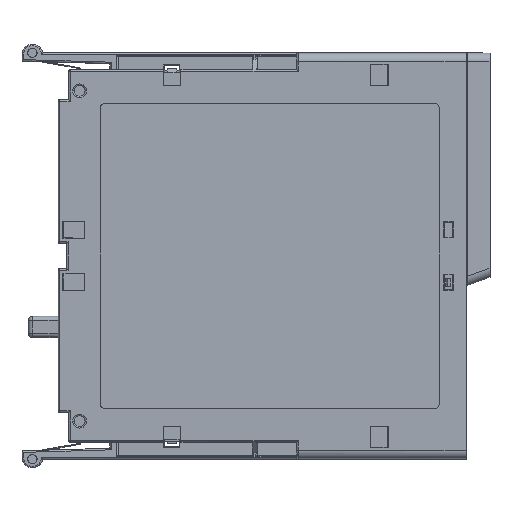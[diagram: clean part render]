
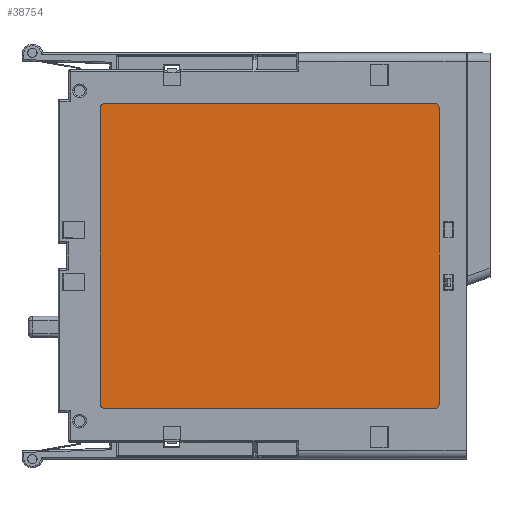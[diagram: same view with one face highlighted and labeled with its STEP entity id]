
A CAD part, front view. The second image highlights one B-rep face of the part: STEP entity #38754.
In plain terms, the highlighted planar face has unit normal (0, -1, 0).
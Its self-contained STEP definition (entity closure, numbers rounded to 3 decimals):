
#12733=CARTESIAN_POINT('',(8.505,0.15,35.));
#12734=DIRECTION('',(0.,-1.,0.));
#12735=DIRECTION('',(0.,0.,1.));
#12736=AXIS2_PLACEMENT_3D('',#12733,#12734,#12735);
#12738=DIRECTION('',(1.,0.,0.));
#12739=VECTOR('',#12738,77.995);
#12740=CARTESIAN_POINT('',(8.505,0.15,36.));
#12741=LINE('',#12740,#12739);
#12742=CARTESIAN_POINT('',(86.5,0.15,35.));
#12743=DIRECTION('',(0.,-1.,0.));
#12744=DIRECTION('',(1.,0.,0.));
#12745=AXIS2_PLACEMENT_3D('',#12742,#12743,#12744);
#12747=DIRECTION('',(0.,0.,-1.));
#12748=VECTOR('',#12747,70.002);
#12749=CARTESIAN_POINT('',(87.5,0.15,35.));
#12750=LINE('',#12749,#12748);
#12751=CARTESIAN_POINT('',(86.5,0.15,-35.002));
#12752=DIRECTION('',(0.,-1.,0.));
#12753=DIRECTION('',(0.,0.,-1.));
#12754=AXIS2_PLACEMENT_3D('',#12751,#12752,#12753);
#12756=DIRECTION('',(-1.,0.,0.));
#12757=VECTOR('',#12756,77.995);
#12758=CARTESIAN_POINT('',(86.5,0.15,-36.002));
#12759=LINE('',#12758,#12757);
#12760=CARTESIAN_POINT('',(8.505,0.15,-35.002));
#12761=DIRECTION('',(0.,-1.,0.));
#12762=DIRECTION('',(-1.,0.,0.));
#12763=AXIS2_PLACEMENT_3D('',#12760,#12761,#12762);
#12765=DIRECTION('',(0.,0.,1.));
#12766=VECTOR('',#12765,70.002);
#12767=CARTESIAN_POINT('',(7.505,0.15,-35.002));
#12768=LINE('',#12767,#12766);
#12941=CARTESIAN_POINT('',(7.505,0.15,-35.002));
#12942=CARTESIAN_POINT('',(7.505,0.15,35.));
#12943=VERTEX_POINT('',#12941);
#12944=VERTEX_POINT('',#12942);
#12945=CARTESIAN_POINT('',(86.5,0.15,-36.002));
#12946=CARTESIAN_POINT('',(8.505,0.15,-36.002));
#12947=VERTEX_POINT('',#12945);
#12948=VERTEX_POINT('',#12946);
#12949=CARTESIAN_POINT('',(87.5,0.15,35.));
#12950=CARTESIAN_POINT('',(87.5,0.15,-35.002));
#12951=VERTEX_POINT('',#12949);
#12952=VERTEX_POINT('',#12950);
#12953=CARTESIAN_POINT('',(8.505,0.15,36.));
#12954=CARTESIAN_POINT('',(86.5,0.15,36.));
#12955=VERTEX_POINT('',#12953);
#12956=VERTEX_POINT('',#12954);
#38739=CARTESIAN_POINT('',(94.,0.15,0.));
#38740=DIRECTION('',(0.,-1.,0.));
#38741=DIRECTION('',(1.,0.,0.));
#38742=AXIS2_PLACEMENT_3D('',#38739,#38740,#38741);
#38743=PLANE('',#38742);
#38744=ORIENTED_EDGE('',*,*,#38601,.F.);
#38745=ORIENTED_EDGE('',*,*,#38622,.T.);
#38746=ORIENTED_EDGE('',*,*,#38643,.F.);
#38747=ORIENTED_EDGE('',*,*,#38664,.T.);
#38748=ORIENTED_EDGE('',*,*,#38685,.F.);
#38749=ORIENTED_EDGE('',*,*,#38706,.T.);
#38750=ORIENTED_EDGE('',*,*,#38726,.F.);
#38751=ORIENTED_EDGE('',*,*,#38579,.T.);
#38752=EDGE_LOOP('',(#38744,#38745,#38746,#38747,#38748,#38749,#38750,#38751));
#38753=FACE_OUTER_BOUND('',#38752,.F.);
#38754=ADVANCED_FACE('',(#38753),#38743,.T.);
#12737=CIRCLE('',#12736,1.);
#12746=CIRCLE('',#12745,1.);
#12755=CIRCLE('',#12754,1.);
#12764=CIRCLE('',#12763,1.);
#38579=EDGE_CURVE('',#12943,#12944,#12768,.T.);
#38601=EDGE_CURVE('',#12955,#12944,#12737,.T.);
#38622=EDGE_CURVE('',#12955,#12956,#12741,.T.);
#38643=EDGE_CURVE('',#12951,#12956,#12746,.T.);
#38664=EDGE_CURVE('',#12951,#12952,#12750,.T.);
#38685=EDGE_CURVE('',#12947,#12952,#12755,.T.);
#38706=EDGE_CURVE('',#12947,#12948,#12759,.T.);
#38726=EDGE_CURVE('',#12943,#12948,#12764,.T.);
